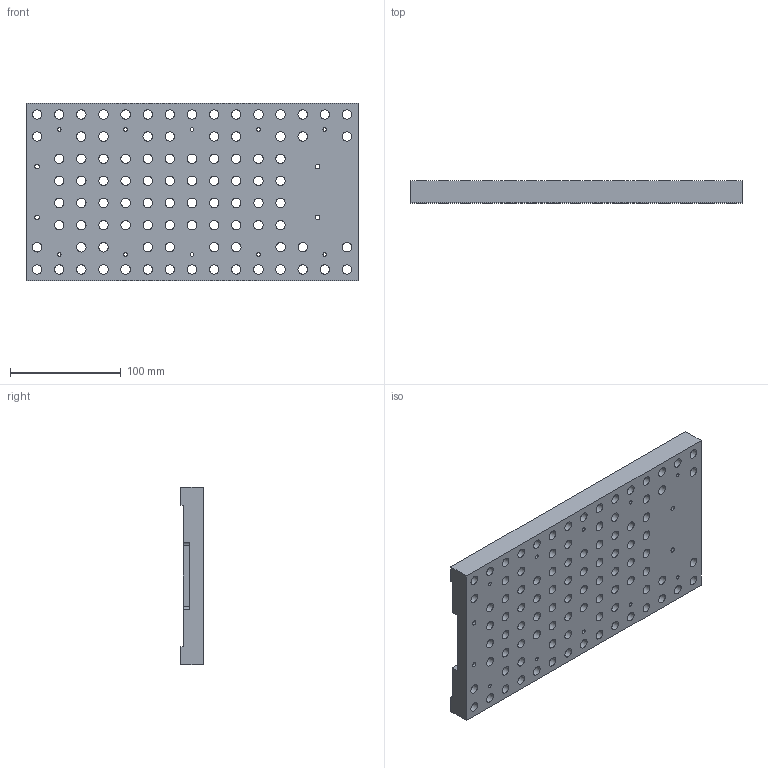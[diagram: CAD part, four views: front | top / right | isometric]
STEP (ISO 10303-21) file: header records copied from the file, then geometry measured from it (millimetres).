
FILE_DESCRIPTION(('FreeCAD Model'),'2;1');
FILE_NAME('Open CASCADE Shape Model','2024-10-12T17:36:07',(''),(''), 'Open CASCADE STEP processor 7.7','FreeCAD','Unknown');
FILE_SCHEMA(('AUTOMOTIVE_DESIGN { 1 0 10303 214 1 1 1 1 }'));
Length unit declared in the file: millimetre
Products named in the file (1): TopPlate
Bounding box: 300 x 20 x 160 mm (x, y, z)
Volume: 749902.6 mm3; surface area: 156539.6 mm2
Topology: 1 solids, 1 shells, 150 faces, 434 edges, 286 vertices
Faces by surface type: cylinder 122, plane 18, cone 10
Full cylindrical faces by diameter (mm): 3.3 x10, 4.2 x4, 5 x10, 8.5 x94
Entity records: 11274 total; most frequent: CARTESIAN_POINT 2297, DIRECTION 1720, ORIENTED_EDGE 848, PCURVE 848, DEFINITIONAL_REPRESENTATION 848, LINE 794, VECTOR 794, EDGE_CURVE 424
